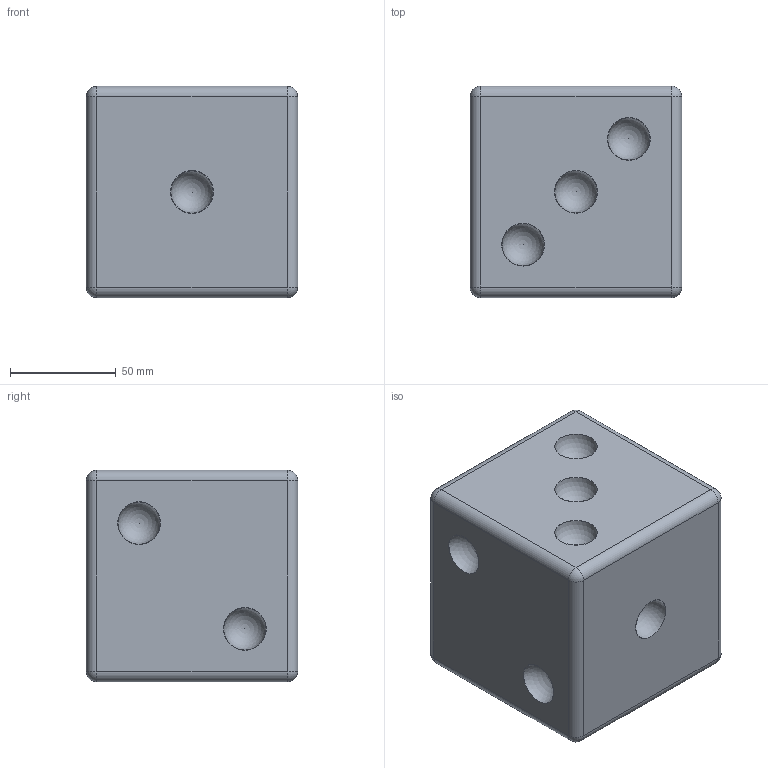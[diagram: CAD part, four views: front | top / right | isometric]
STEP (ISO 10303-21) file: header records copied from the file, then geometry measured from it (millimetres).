
FILE_DESCRIPTION(/* description */ (''),/* implementation_level */ '2;1');
FILE_NAME(/* name */ 'd6_v13.step',/* time_stamp */ '2025-06-26T20:24:16-05:00',/* author */ (''),/* organization */ (''),/* preprocessor_version */ 'ST-DEVELOPER v20.1',/* originating_system */ 'Autodesk Translation Framework v14.10.0.0',/* authorisation */ '');
FILE_SCHEMA (('AUTOMOTIVE_DESIGN { 1 0 10303 214 3 1 1 }'));
Length unit declared in the file: millimetre
Products named in the file (1): Standard D6
Bounding box: 100 x 100 x 100 mm (x, y, z)
Volume: 949747.1 mm3; surface area: 104373.5 mm2
Topology: 22 solids, 22 shells, 152 faces, 237 edges, 150 vertices
Faces by surface type: plane 69, cylinder 54, sphere 29
Full cylindrical faces by diameter (mm): 20.2 x42
Entity records: 3380 total; most frequent: DIRECTION 672, CARTESIAN_POINT 519, ORIENTED_EDGE 432, AXIS2_PLACEMENT_3D 303, EDGE_CURVE 216, EDGE_LOOP 194, FACE_OUTER_BOUND 152, ADVANCED_FACE 152
